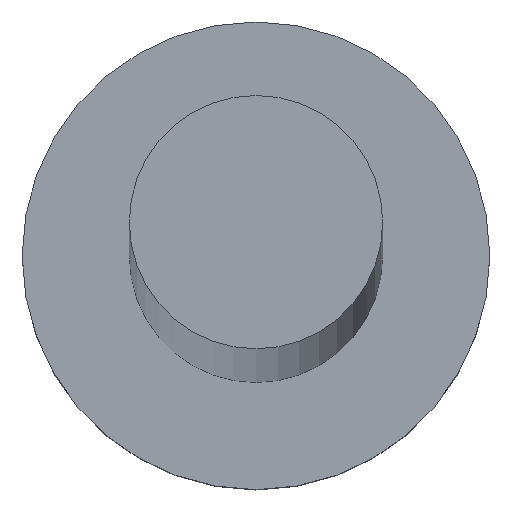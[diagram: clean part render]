
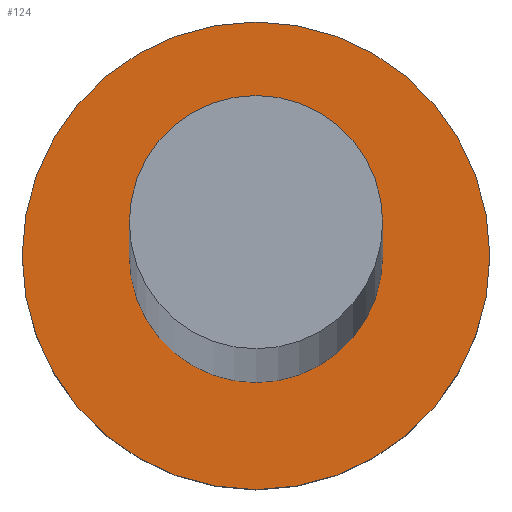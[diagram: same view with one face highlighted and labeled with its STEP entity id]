
A CAD part, top view. The second image highlights one B-rep face of the part: STEP entity #124.
In plain terms, the highlighted planar face has unit normal (0, 0, 1).
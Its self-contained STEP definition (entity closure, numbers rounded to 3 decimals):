
#2 = AXIS2_PLACEMENT_3D ( 'NONE', #204, #13, #180 ) ;
#12 = DIRECTION ( 'NONE',  ( 0., 0., 1. ) ) ;
#13 = DIRECTION ( 'NONE',  ( 0., 0., 1. ) ) ;
#19 = ORIENTED_EDGE ( 'NONE', *, *, #198, .F. ) ;
#21 = DIRECTION ( 'NONE',  ( 1., 0., 0. ) ) ;
#23 = EDGE_LOOP ( 'NONE', ( #19, #239 ) ) ;
#35 = EDGE_CURVE ( 'NONE', #217, #191, #235, .T. ) ;
#36 = DIRECTION ( 'NONE',  ( 0., 0., 1. ) ) ;
#37 = CARTESIAN_POINT ( 'NONE',  ( -6., 0., 5. ) ) ;
#39 = FACE_OUTER_BOUND ( 'NONE', #156, .T. ) ;
#43 = AXIS2_PLACEMENT_3D ( 'NONE', #182, #36, #105 ) ;
#54 = CARTESIAN_POINT ( 'NONE',  ( 3.25, 0., 5. ) ) ;
#63 = VERTEX_POINT ( 'NONE', #54 ) ;
#70 = EDGE_CURVE ( 'NONE', #191, #217, #74, .T. ) ;
#74 = CIRCLE ( 'NONE', #77, 6. ) ;
#77 = AXIS2_PLACEMENT_3D ( 'NONE', #247, #230, #226 ) ;
#103 = FACE_BOUND ( 'NONE', #23, .T. ) ;
#105 = DIRECTION ( 'NONE',  ( 1., 0., 0. ) ) ;
#116 = ORIENTED_EDGE ( 'NONE', *, *, #35, .T. ) ;
#119 = CARTESIAN_POINT ( 'NONE',  ( 0., 0., 5. ) ) ;
#124 = ADVANCED_FACE ( 'NONE', ( #103, #39 ), #142, .T. ) ;
#130 = EDGE_CURVE ( 'NONE', #63, #199, #140, .T. ) ;
#140 = CIRCLE ( 'NONE', #43, 3.25 ) ;
#142 = PLANE ( 'NONE',  #2 ) ;
#156 = EDGE_LOOP ( 'NONE', ( #240, #116 ) ) ;
#169 = CARTESIAN_POINT ( 'NONE',  ( 6., 0., 5. ) ) ;
#180 = DIRECTION ( 'NONE',  ( 1., 0., 0. ) ) ;
#182 = CARTESIAN_POINT ( 'NONE',  ( 0., 0., 5. ) ) ;
#186 = DIRECTION ( 'NONE',  ( 1., 0., 0. ) ) ;
#189 = AXIS2_PLACEMENT_3D ( 'NONE', #216, #12, #186 ) ;
#191 = VERTEX_POINT ( 'NONE', #37 ) ;
#198 = EDGE_CURVE ( 'NONE', #199, #63, #229, .T. ) ;
#199 = VERTEX_POINT ( 'NONE', #231 ) ;
#203 = DIRECTION ( 'NONE',  ( 0., 0., 1. ) ) ;
#204 = CARTESIAN_POINT ( 'NONE',  ( 0., 0., 5. ) ) ;
#216 = CARTESIAN_POINT ( 'NONE',  ( 0., 0., 5. ) ) ;
#217 = VERTEX_POINT ( 'NONE', #169 ) ;
#226 = DIRECTION ( 'NONE',  ( 1., 0., 0. ) ) ;
#229 = CIRCLE ( 'NONE', #241, 3.25 ) ;
#230 = DIRECTION ( 'NONE',  ( 0., 0., 1. ) ) ;
#231 = CARTESIAN_POINT ( 'NONE',  ( -3.25, 0., 5. ) ) ;
#235 = CIRCLE ( 'NONE', #189, 6. ) ;
#239 = ORIENTED_EDGE ( 'NONE', *, *, #130, .F. ) ;
#240 = ORIENTED_EDGE ( 'NONE', *, *, #70, .T. ) ;
#241 = AXIS2_PLACEMENT_3D ( 'NONE', #119, #203, #21 ) ;
#247 = CARTESIAN_POINT ( 'NONE',  ( 0., 0., 5. ) ) ;
